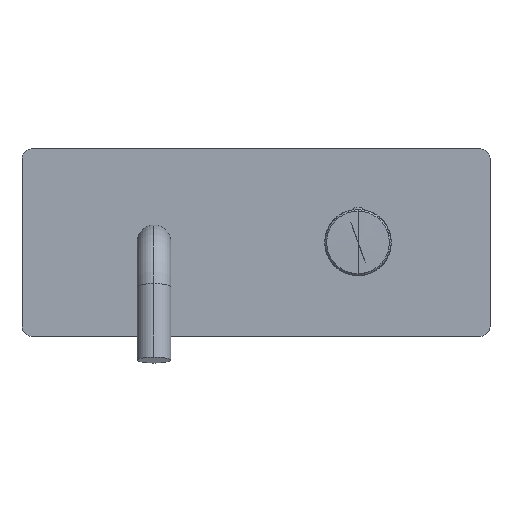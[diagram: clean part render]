
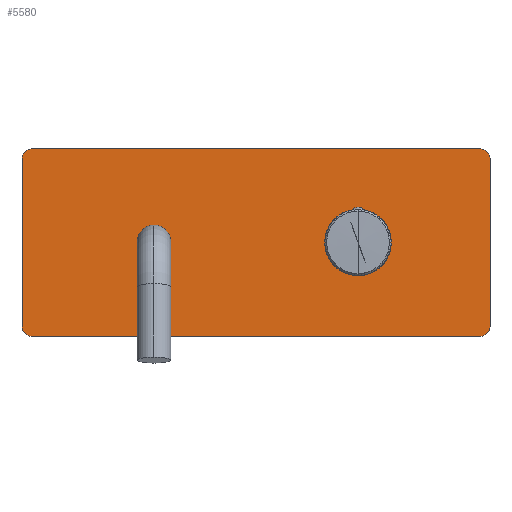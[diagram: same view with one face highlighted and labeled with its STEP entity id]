
A CAD part, top view. The second image highlights one B-rep face of the part: STEP entity #5580.
In plain terms, the highlighted planar face has unit normal (0, 0, 1).
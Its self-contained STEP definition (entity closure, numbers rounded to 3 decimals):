
#52=CARTESIAN_POINT('',(0.,0.,50.));
#53=DIRECTION('',(0.,0.,-1.));
#54=DIRECTION('',(1.,0.,0.));
#55=AXIS2_PLACEMENT_3D('',#52,#53,#54);
#70=CARTESIAN_POINT('',(65.5,45.,50.));
#71=DIRECTION('',(0.,0.,1.));
#72=DIRECTION('',(1.,0.,0.));
#73=AXIS2_PLACEMENT_3D('',#70,#71,#72);
#75=DIRECTION('',(0.,1.,0.));
#76=VECTOR('',#75,90.);
#77=CARTESIAN_POINT('',(70.5,-45.,50.));
#78=LINE('',#77,#76);
#79=CARTESIAN_POINT('',(65.5,-45.,50.));
#80=DIRECTION('',(0.,0.,1.));
#81=DIRECTION('',(0.,-1.,0.));
#82=AXIS2_PLACEMENT_3D('',#79,#80,#81);
#84=DIRECTION('',(1.,0.,0.));
#85=VECTOR('',#84,240.);
#86=CARTESIAN_POINT('',(-174.5,-50.,50.));
#87=LINE('',#86,#85);
#88=CARTESIAN_POINT('',(-174.5,-45.,50.));
#89=DIRECTION('',(0.,0.,1.));
#90=DIRECTION('',(-1.,0.,0.));
#91=AXIS2_PLACEMENT_3D('',#88,#89,#90);
#93=DIRECTION('',(0.,-1.,0.));
#94=VECTOR('',#93,90.);
#95=CARTESIAN_POINT('',(-179.5,45.,50.));
#96=LINE('',#95,#94);
#97=CARTESIAN_POINT('',(-174.5,45.,50.));
#98=DIRECTION('',(0.,0.,1.));
#99=DIRECTION('',(0.,1.,0.));
#100=AXIS2_PLACEMENT_3D('',#97,#98,#99);
#102=DIRECTION('',(-1.,0.,0.));
#103=VECTOR('',#102,240.);
#104=CARTESIAN_POINT('',(65.5,50.,50.));
#105=LINE('',#104,#103);
#106=CARTESIAN_POINT('',(-109.,0.,50.));
#107=DIRECTION('',(0.,0.,1.));
#108=DIRECTION('',(0.,-1.,0.));
#109=AXIS2_PLACEMENT_3D('',#106,#107,#108);
#111=CARTESIAN_POINT('',(-109.,0.,50.));
#112=DIRECTION('',(0.,0.,1.));
#113=DIRECTION('',(0.,1.,0.));
#114=AXIS2_PLACEMENT_3D('',#111,#112,#113);
#184=CARTESIAN_POINT('',(0.,0.,50.));
#185=DIRECTION('',(0.,0.,-1.));
#186=DIRECTION('',(-1.,0.,0.));
#187=AXIS2_PLACEMENT_3D('',#184,#185,#186);
#4538=CARTESIAN_POINT('',(70.5,45.,50.));
#4539=VERTEX_POINT('',#4538);
#4540=CARTESIAN_POINT('',(65.5,50.,50.));
#4541=VERTEX_POINT('',#4540);
#4546=CARTESIAN_POINT('',(-174.5,50.,50.));
#4547=VERTEX_POINT('',#4546);
#4548=CARTESIAN_POINT('',(-179.5,45.,50.));
#4549=VERTEX_POINT('',#4548);
#4554=CARTESIAN_POINT('',(-179.5,-45.,50.));
#4555=VERTEX_POINT('',#4554);
#4556=CARTESIAN_POINT('',(-174.5,-50.,50.));
#4557=VERTEX_POINT('',#4556);
#4562=CARTESIAN_POINT('',(65.5,-50.,50.));
#4563=VERTEX_POINT('',#4562);
#4564=CARTESIAN_POINT('',(70.5,-45.,50.));
#4565=VERTEX_POINT('',#4564);
#4582=CARTESIAN_POINT('',(-109.,-9.,50.));
#4583=CARTESIAN_POINT('',(-109.,9.,50.));
#4584=VERTEX_POINT('',#4582);
#4585=VERTEX_POINT('',#4583);
#5393=CARTESIAN_POINT('',(-17.6,0.,50.));
#5394=CARTESIAN_POINT('',(17.6,0.,50.));
#5395=VERTEX_POINT('',#5393);
#5396=VERTEX_POINT('',#5394);
#5546=CARTESIAN_POINT('',(0.,0.,50.));
#5547=DIRECTION('',(0.,0.,1.));
#5548=DIRECTION('',(1.,0.,0.));
#5549=AXIS2_PLACEMENT_3D('',#5546,#5547,#5548);
#5550=PLANE('',#5549);
#5552=ORIENTED_EDGE('',*,*,#5551,.F.);
#5554=ORIENTED_EDGE('',*,*,#5553,.F.);
#5556=ORIENTED_EDGE('',*,*,#5555,.F.);
#5558=ORIENTED_EDGE('',*,*,#5557,.F.);
#5560=ORIENTED_EDGE('',*,*,#5559,.F.);
#5562=ORIENTED_EDGE('',*,*,#5561,.F.);
#5564=ORIENTED_EDGE('',*,*,#5563,.F.);
#5566=ORIENTED_EDGE('',*,*,#5565,.F.);
#5567=EDGE_LOOP('',(#5552,#5554,#5556,#5558,#5560,#5562,#5564,#5566));
#5568=FACE_OUTER_BOUND('',#5567,.F.);
#5570=ORIENTED_EDGE('',*,*,#5569,.F.);
#5571=ORIENTED_EDGE('',*,*,#5529,.F.);
#5572=EDGE_LOOP('',(#5570,#5571));
#5573=FACE_BOUND('',#5572,.F.);
#5575=ORIENTED_EDGE('',*,*,#5574,.T.);
#5577=ORIENTED_EDGE('',*,*,#5576,.T.);
#5578=EDGE_LOOP('',(#5575,#5577));
#5579=FACE_BOUND('',#5578,.F.);
#5580=ADVANCED_FACE('',(#5568,#5573,#5579),#5550,.T.);
#56=CIRCLE('',#55,17.6);
#74=CIRCLE('',#73,5.);
#83=CIRCLE('',#82,5.);
#92=CIRCLE('',#91,5.);
#101=CIRCLE('',#100,5.);
#110=CIRCLE('',#109,9.);
#115=CIRCLE('',#114,9.);
#188=CIRCLE('',#187,17.6);
#5529=EDGE_CURVE('',#5396,#5395,#56,.T.);
#5551=EDGE_CURVE('',#4539,#4541,#74,.T.);
#5553=EDGE_CURVE('',#4565,#4539,#78,.T.);
#5555=EDGE_CURVE('',#4563,#4565,#83,.T.);
#5557=EDGE_CURVE('',#4557,#4563,#87,.T.);
#5559=EDGE_CURVE('',#4555,#4557,#92,.T.);
#5561=EDGE_CURVE('',#4549,#4555,#96,.T.);
#5563=EDGE_CURVE('',#4547,#4549,#101,.T.);
#5565=EDGE_CURVE('',#4541,#4547,#105,.T.);
#5569=EDGE_CURVE('',#5395,#5396,#188,.T.);
#5574=EDGE_CURVE('',#4584,#4585,#110,.T.);
#5576=EDGE_CURVE('',#4585,#4584,#115,.T.);
